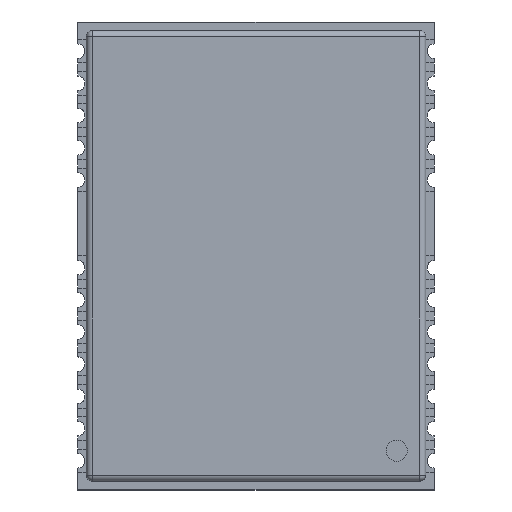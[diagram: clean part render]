
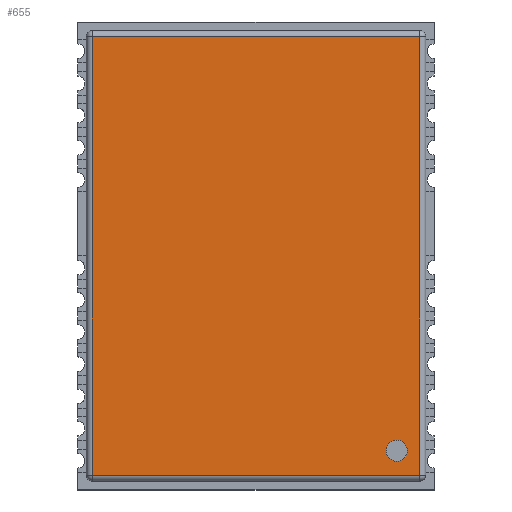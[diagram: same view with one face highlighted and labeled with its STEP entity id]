
A CAD part, top view. The second image highlights one B-rep face of the part: STEP entity #655.
In plain terms, the highlighted planar face has unit normal (0, 0, 1).
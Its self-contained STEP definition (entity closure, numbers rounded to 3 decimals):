
#337 = VERTEX_POINT ( 'NONE', #7716 ) ;
#393 = ORIENTED_EDGE ( 'NONE', *, *, #14706, .T. ) ;
#503 = FACE_OUTER_BOUND ( 'NONE', #15451, .T. ) ;
#655 = ADVANCED_FACE ( 'NONE', ( #14847, #503 ), #7554, .T. ) ;
#791 = CARTESIAN_POINT ( 'NONE',  ( 5.6, 7.7, 2.4 ) ) ;
#2120 = LINE ( 'NONE', #791, #9149 ) ;
#2178 = DIRECTION ( 'NONE',  ( 0., 1., 0. ) ) ;
#3054 = CARTESIAN_POINT ( 'NONE',  ( 5.6, 7.5, 2.4 ) ) ;
#3480 = CARTESIAN_POINT ( 'NONE',  ( 5.174, -6.66, 2.4 ) ) ;
#3552 = CARTESIAN_POINT ( 'NONE',  ( -5.8, 7.5, 2.4 ) ) ;
#3697 = AXIS2_PLACEMENT_3D ( 'NONE', #15800, #15731, #15613 ) ;
#4993 = DIRECTION ( 'NONE',  ( -1., 0., 0. ) ) ;
#5871 = CARTESIAN_POINT ( 'NONE',  ( -5.6, -7.7, 2.4 ) ) ;
#6083 = VERTEX_POINT ( 'NONE', #3480 ) ;
#6486 = DIRECTION ( 'NONE',  ( 0., 0., 1. ) ) ;
#6601 = VECTOR ( 'NONE', #4993, 1000. ) ;
#6757 = EDGE_CURVE ( 'NONE', #6083, #11255, #15925, .T. ) ;
#7033 = CARTESIAN_POINT ( 'NONE',  ( 4.81, -6.66, 2.4 ) ) ;
#7499 = ORIENTED_EDGE ( 'NONE', *, *, #12087, .T. ) ;
#7554 = PLANE ( 'NONE',  #3697 ) ;
#7558 = VECTOR ( 'NONE', #14104, 1000. ) ;
#7716 = CARTESIAN_POINT ( 'NONE',  ( 5.6, -7.5, 2.4 ) ) ;
#8464 = DIRECTION ( 'NONE',  ( 1., 0., 0. ) ) ;
#8481 = CARTESIAN_POINT ( 'NONE',  ( -5.6, -7.5, 2.4 ) ) ;
#8494 = CIRCLE ( 'NONE', #15028, 0.363 ) ;
#8615 = EDGE_LOOP ( 'NONE', ( #17757, #9363 ) ) ;
#9149 = VECTOR ( 'NONE', #2178, 1000. ) ;
#9363 = ORIENTED_EDGE ( 'NONE', *, *, #17619, .F. ) ;
#9583 = DIRECTION ( 'NONE',  ( 1., 0., 0. ) ) ;
#10142 = LINE ( 'NONE', #17843, #17490 ) ;
#10359 = EDGE_CURVE ( 'NONE', #337, #17216, #2120, .T. ) ;
#11150 = AXIS2_PLACEMENT_3D ( 'NONE', #14721, #6486, #16112 ) ;
#11212 = LINE ( 'NONE', #5871, #7558 ) ;
#11255 = VERTEX_POINT ( 'NONE', #13136 ) ;
#11680 = VERTEX_POINT ( 'NONE', #15952 ) ;
#12087 = EDGE_CURVE ( 'NONE', #11680, #13308, #11212, .T. ) ;
#12383 = ORIENTED_EDGE ( 'NONE', *, *, #13009, .T. ) ;
#13009 = EDGE_CURVE ( 'NONE', #17216, #11680, #17623, .T. ) ;
#13136 = CARTESIAN_POINT ( 'NONE',  ( 4.447, -6.66, 2.4 ) ) ;
#13308 = VERTEX_POINT ( 'NONE', #8481 ) ;
#14104 = DIRECTION ( 'NONE',  ( 0., -1., 0. ) ) ;
#14331 = ORIENTED_EDGE ( 'NONE', *, *, #10359, .T. ) ;
#14706 = EDGE_CURVE ( 'NONE', #13308, #337, #10142, .T. ) ;
#14721 = CARTESIAN_POINT ( 'NONE',  ( 4.81, -6.66, 2.4 ) ) ;
#14847 = FACE_BOUND ( 'NONE', #8615, .T. ) ;
#15028 = AXIS2_PLACEMENT_3D ( 'NONE', #7033, #16663, #8464 ) ;
#15451 = EDGE_LOOP ( 'NONE', ( #14331, #12383, #7499, #393 ) ) ;
#15613 = DIRECTION ( 'NONE',  ( 1., 0., 0. ) ) ;
#15731 = DIRECTION ( 'NONE',  ( 0., 0., 1. ) ) ;
#15800 = CARTESIAN_POINT ( 'NONE',  ( 0., 0., 2.4 ) ) ;
#15925 = CIRCLE ( 'NONE', #11150, 0.363 ) ;
#15952 = CARTESIAN_POINT ( 'NONE',  ( -5.6, 7.5, 2.4 ) ) ;
#16112 = DIRECTION ( 'NONE',  ( 1., 0., 0. ) ) ;
#16663 = DIRECTION ( 'NONE',  ( 0., 0., 1. ) ) ;
#17216 = VERTEX_POINT ( 'NONE', #3054 ) ;
#17490 = VECTOR ( 'NONE', #9583, 1000. ) ;
#17619 = EDGE_CURVE ( 'NONE', #11255, #6083, #8494, .T. ) ;
#17623 = LINE ( 'NONE', #3552, #6601 ) ;
#17757 = ORIENTED_EDGE ( 'NONE', *, *, #6757, .F. ) ;
#17843 = CARTESIAN_POINT ( 'NONE',  ( 5.8, -7.5, 2.4 ) ) ;
